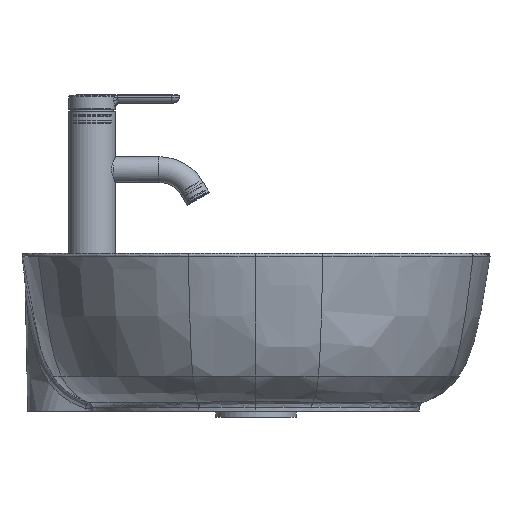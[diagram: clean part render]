
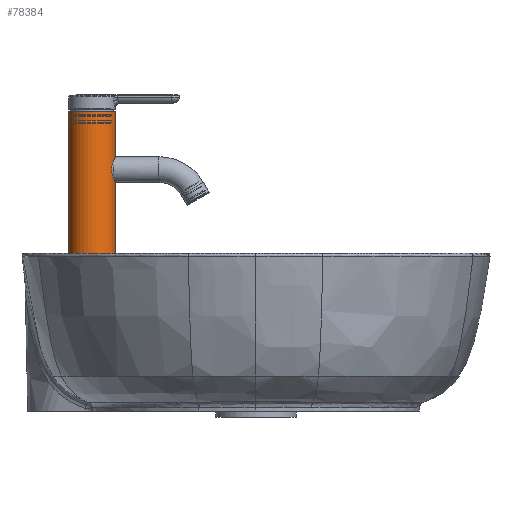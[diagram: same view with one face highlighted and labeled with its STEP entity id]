
A CAD part, front view. The second image highlights one B-rep face of the part: STEP entity #78384.
In plain terms, the highlighted cylindrical face has radius 20 mm (diameter 40 mm), a full revolution.
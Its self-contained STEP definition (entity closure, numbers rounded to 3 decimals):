
#78212=CARTESIAN_POINT('',(20.0,87.,0.0));
#78213=VERTEX_POINT('',#78212);
#78214=CARTESIAN_POINT('',(20.0,93.0,0.0));
#78215=VERTEX_POINT('',#78214);
#78216=CARTESIAN_POINT('',(20.,87.0,0.));
#78217=CARTESIAN_POINT('',(20.,87.0,0.377));
#78218=CARTESIAN_POINT('',(19.988,87.076,0.779));
#78219=CARTESIAN_POINT('',(19.946,87.382,1.518));
#78220=CARTESIAN_POINT('',(19.916,87.613,1.855));
#78221=CARTESIAN_POINT('',(19.859,88.145,2.387));
#78222=CARTESIAN_POINT('',(19.828,88.482,2.618));
#78223=CARTESIAN_POINT('',(19.786,89.221,2.924));
#78224=CARTESIAN_POINT('',(19.774,89.623,3.));
#78225=CARTESIAN_POINT('',(19.774,90.0,3.));
#78226=CARTESIAN_POINT('',(19.774,90.377,3.));
#78227=CARTESIAN_POINT('',(19.786,90.779,2.924));
#78228=CARTESIAN_POINT('',(19.828,91.518,2.618));
#78229=CARTESIAN_POINT('',(19.859,91.855,2.387));
#78230=CARTESIAN_POINT('',(19.916,92.387,1.855));
#78231=CARTESIAN_POINT('',(19.946,92.618,1.518));
#78232=CARTESIAN_POINT('',(19.988,92.924,0.779));
#78233=CARTESIAN_POINT('',(20.,93.0,0.377));
#78234=CARTESIAN_POINT('',(20.,93.0,0.));
#78235=B_SPLINE_CURVE_WITH_KNOTS('',3,(#78216,#78217,#78218,#78219,#78220,#78221,#78222,#78223,#78224,#78225,#78226,#78227,#78228,#78229,#78230,#78231,#78232,#78233,#78234),.UNSPECIFIED.,.F.,.U.,(4,2,2,2,3,2,2,2,4),(-0.453,-0.34,-0.226,-0.113,0.0,0.113,0.226,0.34,0.453),.UNSPECIFIED.);
#78236=EDGE_CURVE('',#78213,#78215,#78235,.T.);
#78238=CARTESIAN_POINT('',(20.,93.0,0.));
#78239=CARTESIAN_POINT('',(20.,93.0,-0.377));
#78240=CARTESIAN_POINT('',(19.988,92.924,-0.779));
#78241=CARTESIAN_POINT('',(19.946,92.618,-1.518));
#78242=CARTESIAN_POINT('',(19.916,92.387,-1.855));
#78243=CARTESIAN_POINT('',(19.859,91.855,-2.387));
#78244=CARTESIAN_POINT('',(19.828,91.518,-2.618));
#78245=CARTESIAN_POINT('',(19.786,90.779,-2.924));
#78246=CARTESIAN_POINT('',(19.774,90.377,-3.));
#78247=CARTESIAN_POINT('',(19.774,89.623,-3.));
#78248=CARTESIAN_POINT('',(19.786,89.221,-2.924));
#78249=CARTESIAN_POINT('',(19.828,88.482,-2.618));
#78250=CARTESIAN_POINT('',(19.859,88.145,-2.387));
#78251=CARTESIAN_POINT('',(19.916,87.613,-1.855));
#78252=CARTESIAN_POINT('',(19.946,87.382,-1.518));
#78253=CARTESIAN_POINT('',(19.988,87.076,-0.779));
#78254=CARTESIAN_POINT('',(20.,87.0,-0.377));
#78255=CARTESIAN_POINT('',(20.,87.0,0.0));
#78256=B_SPLINE_CURVE_WITH_KNOTS('',3,(#78238,#78239,#78240,#78241,#78242,#78243,#78244,#78245,#78246,#78247,#78248,#78249,#78250,#78251,#78252,#78253,#78254,#78255),.UNSPECIFIED.,.F.,.U.,(4,2,2,2,2,2,2,2,4),(0.453,0.566,0.679,0.792,0.906,1.019,1.132,1.245,1.358),.UNSPECIFIED.);
#78257=EDGE_CURVE('',#78215,#78213,#78256,.T.);
#78349=CARTESIAN_POINT('',(20.0,139.8,0.0));
#78350=VERTEX_POINT('',#78349);
#78351=CARTESIAN_POINT('',(0.,139.8,0.0));
#78352=DIRECTION('',(0.0,1.0,0.0));
#78353=DIRECTION('',(-1.0,0.0,0.0));
#78354=AXIS2_PLACEMENT_3D('',#78351,#78352,#78353);
#78355=CIRCLE('',#78354,20.0);
#78356=EDGE_CURVE('',#78350,#78350,#78355,.T.);
#78361=CARTESIAN_POINT('',(0.,147.0,0.0));
#78362=DIRECTION('',(0.0,-1.0,0.0));
#78363=DIRECTION('',(-1.0,0.0,0.0));
#78364=AXIS2_PLACEMENT_3D('',#78361,#78362,#78363);
#78365=CYLINDRICAL_SURFACE('',#78364,20.0);
#78366=ORIENTED_EDGE('',*,*,#78356,.F.);
#78367=EDGE_LOOP('',(#78366));
#78368=FACE_OUTER_BOUND('',#78367,.T.);
#78369=ORIENTED_EDGE('',*,*,#78257,.T.);
#78370=ORIENTED_EDGE('',*,*,#78236,.T.);
#78371=EDGE_LOOP('',(#78369,#78370));
#78372=FACE_BOUND('',#78371,.T.);
#78373=CARTESIAN_POINT('',(20.0,1.5,0.0));
#78374=VERTEX_POINT('',#78373);
#78375=CARTESIAN_POINT('',(0.0,1.5,0.0));
#78376=DIRECTION('',(0.0,-1.0,0.0));
#78377=DIRECTION('',(1.0,0.0,0.0));
#78378=AXIS2_PLACEMENT_3D('',#78375,#78376,#78377);
#78379=CIRCLE('',#78378,20.0);
#78380=EDGE_CURVE('',#78374,#78374,#78379,.T.);
#78381=ORIENTED_EDGE('',*,*,#78380,.F.);
#78382=EDGE_LOOP('',(#78381));
#78383=FACE_BOUND('',#78382,.T.);
#78384=ADVANCED_FACE('',(#78368,#78372,#78383),#78365,.T.);
